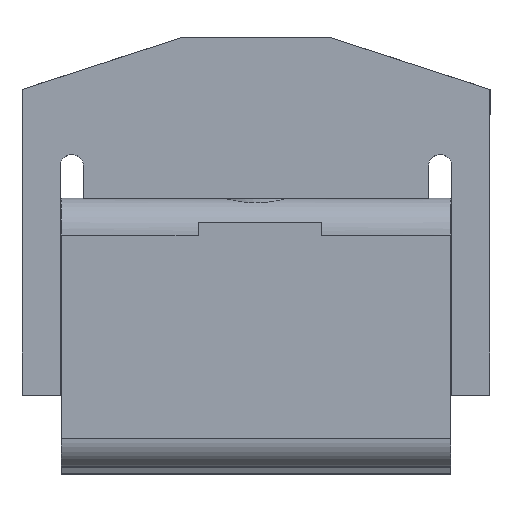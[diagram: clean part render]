
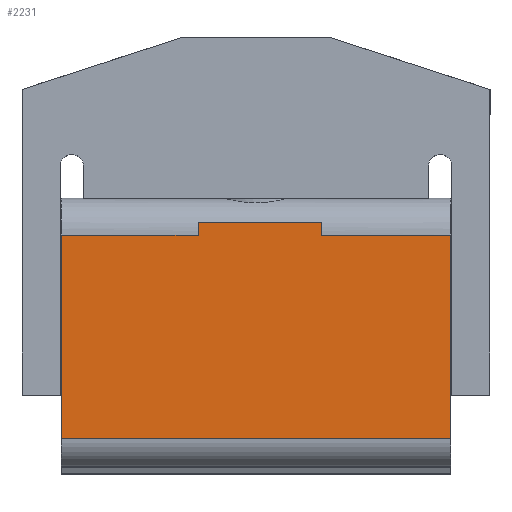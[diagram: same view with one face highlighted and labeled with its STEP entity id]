
A CAD part, top view. The second image highlights one B-rep face of the part: STEP entity #2231.
In plain terms, the highlighted planar face has unit normal (0, 0, 1).
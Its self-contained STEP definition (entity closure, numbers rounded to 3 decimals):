
#62 = CARTESIAN_POINT ( 'NONE',  ( -11.521, 1.139, 6.846 ) ) ;
#80 = VERTEX_POINT ( 'NONE', #3787 ) ;
#133 = VERTEX_POINT ( 'NONE', #62 ) ;
#412 = VECTOR ( 'NONE', #1386, 1000. ) ;
#420 = DIRECTION ( 'NONE',  ( 0., 1., 0. ) ) ;
#433 = CARTESIAN_POINT ( 'NONE',  ( -6.521, 1.629, 6.846 ) ) ;
#606 = VECTOR ( 'NONE', #2624, 1000. ) ;
#713 = CARTESIAN_POINT ( 'NONE',  ( -6.521, 1.139, 6.846 ) ) ;
#783 = VERTEX_POINT ( 'NONE', #2909 ) ;
#846 = LINE ( 'NONE', #2584, #606 ) ;
#1250 = ORIENTED_EDGE ( 'NONE', *, *, #5306, .T. ) ;
#1344 = EDGE_LOOP ( 'NONE', ( #3849, #5211, #2651, #2055, #1250, #1762, #1766, #1675 ) ) ;
#1386 = DIRECTION ( 'NONE',  ( 0., 1., 0. ) ) ;
#1554 = VERTEX_POINT ( 'NONE', #3477 ) ;
#1617 = DIRECTION ( 'NONE',  ( -1., 0., 0. ) ) ;
#1675 = ORIENTED_EDGE ( 'NONE', *, *, #5184, .T. ) ;
#1698 = VERTEX_POINT ( 'NONE', #1862 ) ;
#1762 = ORIENTED_EDGE ( 'NONE', *, *, #5194, .F. ) ;
#1766 = ORIENTED_EDGE ( 'NONE', *, *, #5547, .F. ) ;
#1809 = LINE ( 'NONE', #5093, #3827 ) ;
#1840 = LINE ( 'NONE', #2964, #2473 ) ;
#1841 = DIRECTION ( 'NONE',  ( 0., -1., 0. ) ) ;
#1862 = CARTESIAN_POINT ( 'NONE',  ( -6.521, 1.629, 6.846 ) ) ;
#2051 = DIRECTION ( 'NONE',  ( 0., 0., 1. ) ) ;
#2055 = ORIENTED_EDGE ( 'NONE', *, *, #5394, .T. ) ;
#2188 = LINE ( 'NONE', #3556, #412 ) ;
#2231 = ADVANCED_FACE ( 'NONE', ( #2606 ), #4053, .T. ) ;
#2264 = AXIS2_PLACEMENT_3D ( 'NONE', #5746, #2051, #4528 ) ;
#2359 = VECTOR ( 'NONE', #5469, 1000. ) ;
#2473 = VECTOR ( 'NONE', #1617, 1000. ) ;
#2584 = CARTESIAN_POINT ( 'NONE',  ( -1.271, -7.103, 6.846 ) ) ;
#2606 = FACE_OUTER_BOUND ( 'NONE', #1344, .T. ) ;
#2624 = DIRECTION ( 'NONE',  ( -1., 0., 0. ) ) ;
#2636 = CARTESIAN_POINT ( 'NONE',  ( -1.271, -7.103, 6.846 ) ) ;
#2651 = ORIENTED_EDGE ( 'NONE', *, *, #4540, .T. ) ;
#2769 = LINE ( 'NONE', #5499, #2359 ) ;
#2909 = CARTESIAN_POINT ( 'NONE',  ( -1.271, 1.139, 6.846 ) ) ;
#2964 = CARTESIAN_POINT ( 'NONE',  ( -1.271, 1.139, 6.846 ) ) ;
#3014 = VERTEX_POINT ( 'NONE', #3912 ) ;
#3477 = CARTESIAN_POINT ( 'NONE',  ( -11.521, 1.629, 6.846 ) ) ;
#3556 = CARTESIAN_POINT ( 'NONE',  ( -1.271, -7.103, 6.846 ) ) ;
#3656 = VERTEX_POINT ( 'NONE', #2636 ) ;
#3787 = CARTESIAN_POINT ( 'NONE',  ( -17.071, 1.139, 6.846 ) ) ;
#3827 = VECTOR ( 'NONE', #5472, 1000. ) ;
#3832 = VECTOR ( 'NONE', #1841, 1000. ) ;
#3849 = ORIENTED_EDGE ( 'NONE', *, *, #5770, .T. ) ;
#3912 = CARTESIAN_POINT ( 'NONE',  ( -17.071, -7.103, 6.846 ) ) ;
#3958 = CARTESIAN_POINT ( 'NONE',  ( -11.521, 1.629, 6.846 ) ) ;
#4053 = PLANE ( 'NONE',  #2264 ) ;
#4202 = LINE ( 'NONE', #4497, #3832 ) ;
#4233 = LINE ( 'NONE', #433, #4455 ) ;
#4340 = LINE ( 'NONE', #3958, #5128 ) ;
#4455 = VECTOR ( 'NONE', #420, 1000. ) ;
#4497 = CARTESIAN_POINT ( 'NONE',  ( -11.521, 1.629, 6.846 ) ) ;
#4528 = DIRECTION ( 'NONE',  ( 1., 0., 0. ) ) ;
#4540 = EDGE_CURVE ( 'NONE', #1698, #1554, #4340, .T. ) ;
#4995 = EDGE_CURVE ( 'NONE', #6034, #1698, #4233, .T. ) ;
#5093 = CARTESIAN_POINT ( 'NONE',  ( -17.071, -7.103, 6.846 ) ) ;
#5128 = VECTOR ( 'NONE', #5866, 1000. ) ;
#5184 = EDGE_CURVE ( 'NONE', #3656, #783, #2188, .T. ) ;
#5194 = EDGE_CURVE ( 'NONE', #3014, #80, #1809, .T. ) ;
#5211 = ORIENTED_EDGE ( 'NONE', *, *, #4995, .T. ) ;
#5306 = EDGE_CURVE ( 'NONE', #133, #80, #1840, .T. ) ;
#5394 = EDGE_CURVE ( 'NONE', #1554, #133, #4202, .T. ) ;
#5469 = DIRECTION ( 'NONE',  ( -1., 0., 0. ) ) ;
#5472 = DIRECTION ( 'NONE',  ( 0., 1., 0. ) ) ;
#5499 = CARTESIAN_POINT ( 'NONE',  ( -1.271, 1.139, 6.846 ) ) ;
#5547 = EDGE_CURVE ( 'NONE', #3656, #3014, #846, .T. ) ;
#5746 = CARTESIAN_POINT ( 'NONE',  ( -1.271, -7.103, 6.846 ) ) ;
#5770 = EDGE_CURVE ( 'NONE', #783, #6034, #2769, .T. ) ;
#5866 = DIRECTION ( 'NONE',  ( -1., 0., 0. ) ) ;
#6034 = VERTEX_POINT ( 'NONE', #713 ) ;
